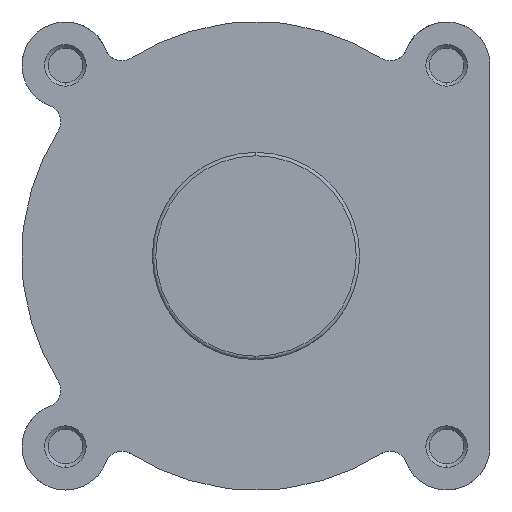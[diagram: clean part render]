
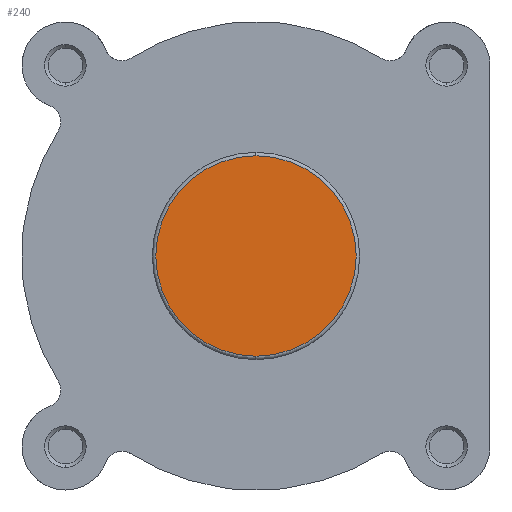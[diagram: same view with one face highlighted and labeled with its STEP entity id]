
A CAD part, left-side view. The second image highlights one B-rep face of the part: STEP entity #240.
In plain terms, the highlighted planar face has unit normal (-1, 0, 0).
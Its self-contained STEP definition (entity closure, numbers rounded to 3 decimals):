
#240 = ADVANCED_FACE ( 'NONE', ( #6163 ), #7020, .F. ) ;
#1195 = EDGE_LOOP ( 'NONE', ( #5709, #5708 ) ) ;
#2999 = EDGE_CURVE ( 'NONE', #7057, #6817, #3726, .T. ) ;
#3251 = EDGE_CURVE ( 'NONE', #6817, #7057, #4082, .T. ) ;
#3635 = AXIS2_PLACEMENT_3D ( 'NONE', #7005, #7420, #7413 ) ;
#3726 = CIRCLE ( 'NONE', #4329, 28.9 ) ;
#4082 = CIRCLE ( 'NONE', #5519, 28.9 ) ;
#4329 = AXIS2_PLACEMENT_3D ( 'NONE', #4492, #4493, #4494 ) ;
#4492 = CARTESIAN_POINT ( 'NONE',  ( 0., 0., 0. ) ) ;
#4493 = DIRECTION ( 'NONE',  ( -1., 0., 0. ) ) ;
#4494 = DIRECTION ( 'NONE',  ( 0., 0., -1. ) ) ;
#4815 = CARTESIAN_POINT ( 'NONE',  ( 0., 0., 0. ) ) ;
#4816 = DIRECTION ( 'NONE',  ( -1., 0., 0. ) ) ;
#4817 = DIRECTION ( 'NONE',  ( 0., 0., -1. ) ) ;
#5241 = CARTESIAN_POINT ( 'NONE',  ( 0., 0., 28.9 ) ) ;
#5317 = CARTESIAN_POINT ( 'NONE',  ( 0., 0., -28.9 ) ) ;
#5519 = AXIS2_PLACEMENT_3D ( 'NONE', #4815, #4816, #4817 ) ;
#5708 = ORIENTED_EDGE ( 'NONE', *, *, #3251, .T. ) ;
#5709 = ORIENTED_EDGE ( 'NONE', *, *, #2999, .T. ) ;
#6163 = FACE_OUTER_BOUND ( 'NONE', #1195, .T. ) ;
#6817 = VERTEX_POINT ( 'NONE', #5241 ) ;
#7005 = CARTESIAN_POINT ( 'NONE',  ( 0., 29.9, 0. ) ) ;
#7020 = PLANE ( 'NONE',  #3635 ) ;
#7057 = VERTEX_POINT ( 'NONE', #5317 ) ;
#7413 = DIRECTION ( 'NONE',  ( 0., 0., -1. ) ) ;
#7420 = DIRECTION ( 'NONE',  ( 1., 0., 0. ) ) ;
